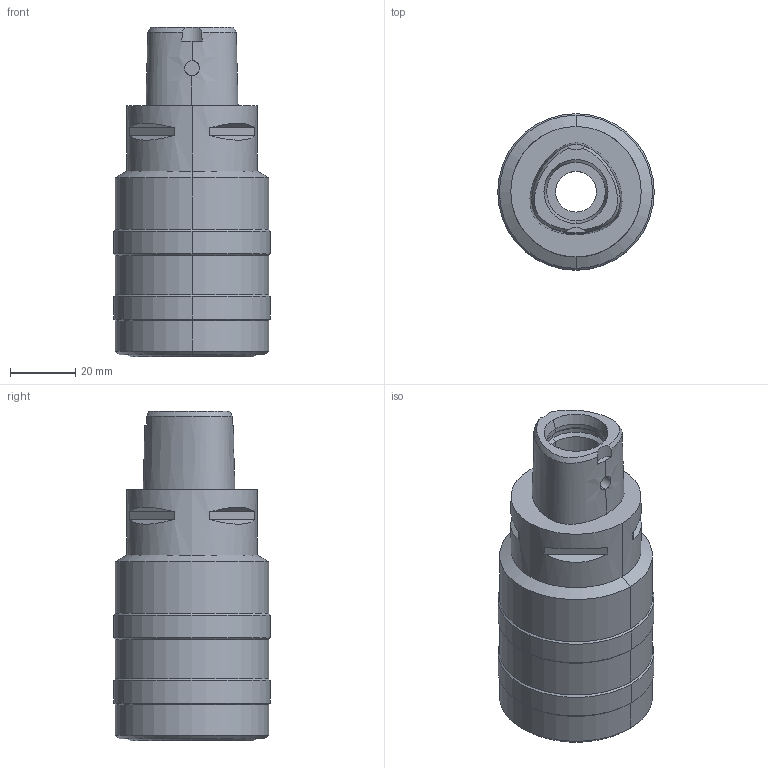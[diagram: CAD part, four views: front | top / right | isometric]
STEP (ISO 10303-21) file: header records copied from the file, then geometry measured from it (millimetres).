
FILE_DESCRIPTION((''),'2;1');
FILE_NAME('C4-TSL25-77','2021-12-14T',('ykawabe'),(''),'CREO PARAMETRIC BY PTC INC, 2016380','CREO PARAMETRIC BY PTC INC, 2016380','');
FILE_SCHEMA(('AUTOMOTIVE_DESIGN { 1 0 10303 214 1 1 1 1 }'));
Length unit declared in the file: millimetre
Products named in the file (1): C4-TSL25-77
Bounding box: 48 x 48 x 101 mm (x, y, z)
Volume: 102333.4 mm3; surface area: 22689.2 mm2
Topology: 1 solids, 1 shells, 84 faces, 187 edges, 112 vertices
Faces by surface type: plane 30, cylinder 30, cone 18, bspline 4, torus 2
Entity records: 4101 total; most frequent: CARTESIAN_POINT 1394, DIRECTION 405, ORIENTED_EDGE 374, PRESENTATION_STYLE_ASSIGNMENT 192, STYLED_ITEM 192, CURVE_STYLE 191, EDGE_CURVE 187, AXIS2_PLACEMENT_3D 165
